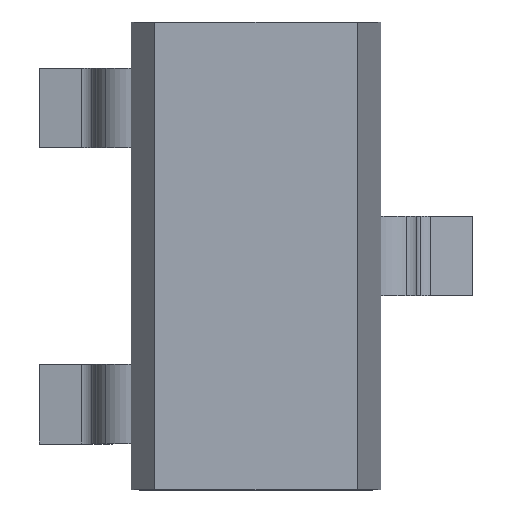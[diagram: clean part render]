
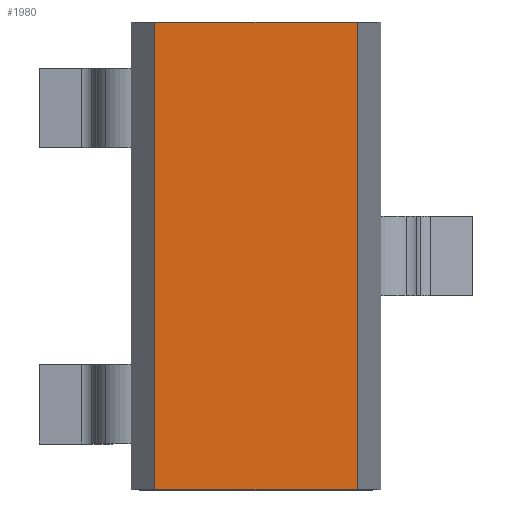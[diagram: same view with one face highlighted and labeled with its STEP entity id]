
A CAD part, top view. The second image highlights one B-rep face of the part: STEP entity #1980.
In plain terms, the highlighted planar face has unit normal (0, 0, 1).
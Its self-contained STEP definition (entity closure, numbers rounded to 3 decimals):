
#1941=CARTESIAN_POINT('',(-0.615,1.5,1.5));
#1942=DIRECTION('',(0.0,0.0,1.0));
#1943=DIRECTION('',(-1.0,0.0,0.0));
#1944=AXIS2_PLACEMENT_3D('',#1941,#1942,#1943);
#1945=PLANE('',#1944);
#1946=CARTESIAN_POINT('',(-0.649,-1.5,1.5));
#1947=VERTEX_POINT('',#1946);
#1948=CARTESIAN_POINT('',(0.649,-1.5,1.5));
#1949=VERTEX_POINT('',#1948);
#1950=CARTESIAN_POINT('',(-0.649,-1.5,1.5));
#1951=DIRECTION('',(1.0,0.0,0.0));
#1952=VECTOR('',#1951,1.299);
#1953=LINE('',#1950,#1952);
#1954=EDGE_CURVE('',#1947,#1949,#1953,.T.);
#1955=ORIENTED_EDGE('',*,*,#1954,.T.);
#1956=CARTESIAN_POINT('',(0.649,1.5,1.5));
#1957=VERTEX_POINT('',#1956);
#1958=CARTESIAN_POINT('',(0.649,-1.5,1.5));
#1959=DIRECTION('',(0.0,1.0,0.0));
#1960=VECTOR('',#1959,3.0);
#1961=LINE('',#1958,#1960);
#1962=EDGE_CURVE('',#1957,#1949,#1961,.F.);
#1963=ORIENTED_EDGE('',*,*,#1962,.F.);
#1964=CARTESIAN_POINT('',(-0.649,1.5,1.5));
#1965=VERTEX_POINT('',#1964);
#1966=CARTESIAN_POINT('',(0.649,1.5,1.5));
#1967=DIRECTION('',(-1.0,0.0,0.0));
#1968=VECTOR('',#1967,1.299);
#1969=LINE('',#1966,#1968);
#1970=EDGE_CURVE('',#1957,#1965,#1969,.T.);
#1971=ORIENTED_EDGE('',*,*,#1970,.T.);
#1972=CARTESIAN_POINT('',(-0.649,1.5,1.5));
#1973=DIRECTION('',(0.0,-1.0,0.0));
#1974=VECTOR('',#1973,3.0);
#1975=LINE('',#1972,#1974);
#1976=EDGE_CURVE('',#1965,#1947,#1975,.T.);
#1977=ORIENTED_EDGE('',*,*,#1976,.T.);
#1978=EDGE_LOOP('',(#1955,#1963,#1971,#1977));
#1979=FACE_OUTER_BOUND('',#1978,.T.);
#1980=ADVANCED_FACE('',(#1979),#1945,.T.);
